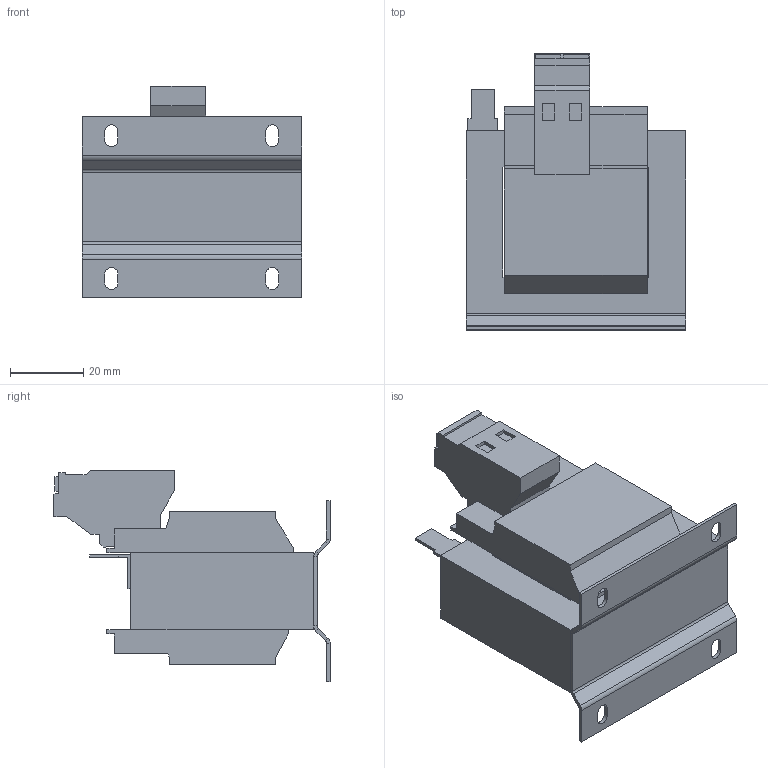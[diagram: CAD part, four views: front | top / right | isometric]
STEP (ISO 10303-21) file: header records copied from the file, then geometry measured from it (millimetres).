
FILE_DESCRIPTION (( 'STEP AP214' ), '1' );
FILE_NAME ('1078342.STEP', '2025-08-27T06:13:13', ( '' ), ( '' ), 'SwSTEP 2.0', 'SolidWorks 2022', '' );
FILE_SCHEMA (( 'AUTOMOTIVE_DESIGN' ));
Length unit declared in the file: millimetre
Products named in the file (1): 1078342
Bounding box: 60.1 x 75.55 x 57.8 mm (x, y, z)
Volume: 106208.5 mm3; surface area: 25267.7 mm2
Topology: 1 solids, 1 shells, 188 faces, 487 edges, 306 vertices
Faces by surface type: plane 156, cylinder 32
Entity records: 5665 total; most frequent: CARTESIAN_POINT 982, ORIENTED_EDGE 974, DIRECTION 929, EDGE_CURVE 487, VECTOR 423, LINE 423, VERTEX_POINT 306, AXIS2_PLACEMENT_3D 253
